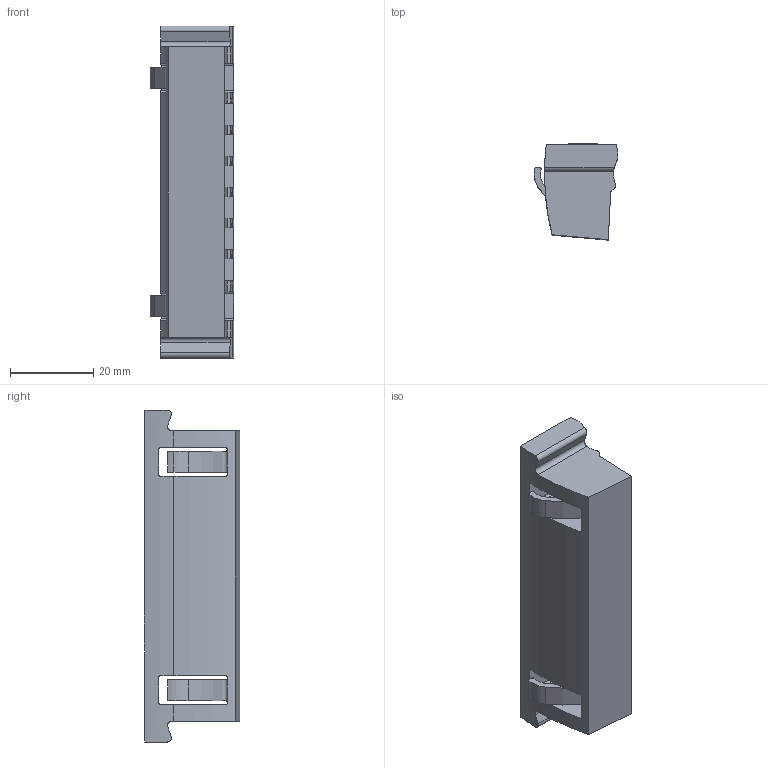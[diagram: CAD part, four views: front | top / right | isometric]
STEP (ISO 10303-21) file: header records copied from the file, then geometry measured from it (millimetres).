
FILE_DESCRIPTION (( 'STEP AP214' ), '1' );
FILE_NAME ('A19_FLEX1-014-P4-V1.STEP', '2024-07-02T11:56:21', ( '' ), ( '' ), 'SwSTEP 2.0', 'SolidWorks 2019', '' );
FILE_SCHEMA (( 'AUTOMOTIVE_DESIGN' ));
Length unit declared in the file: millimetre
Products named in the file (1): A19_FLEX1-014-P4-V1
Bounding box: 20.17 x 23.09 x 80 mm (x, y, z)
Volume: 16003.3 mm3; surface area: 11392.1 mm2
Topology: 1 solids, 1 shells, 639 faces, 1780 edges, 1184 vertices
Faces by surface type: plane 378, bspline 173, cylinder 83, cone 5
Entity records: 30675 total; most frequent: CARTESIAN_POINT 16058, ORIENTED_EDGE 3560, DIRECTION 2138, EDGE_CURVE 1780, VERTEX_POINT 1184, LINE 1028, VECTOR 1028, EDGE_LOOP 684
